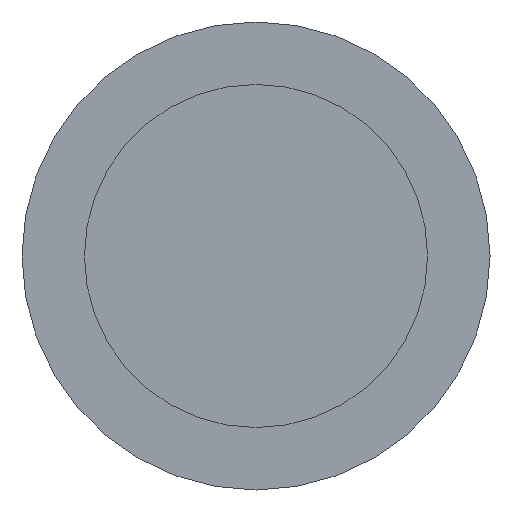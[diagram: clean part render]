
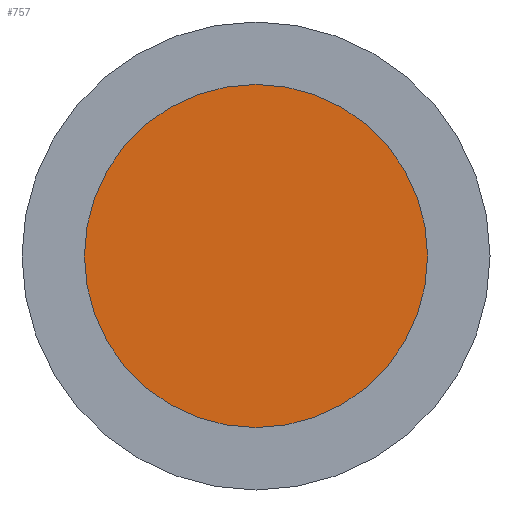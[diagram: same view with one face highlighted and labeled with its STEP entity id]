
A CAD part, front view. The second image highlights one B-rep face of the part: STEP entity #757.
In plain terms, the highlighted planar face has unit normal (0, -1, 0).
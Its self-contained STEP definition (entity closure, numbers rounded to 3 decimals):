
#35 = FACE_OUTER_BOUND ( 'NONE', #78, .T. ) ;
#78 = EDGE_LOOP ( 'NONE', ( #132, #1122 ) ) ;
#132 = ORIENTED_EDGE ( 'NONE', *, *, #207, .F. ) ;
#138 = VERTEX_POINT ( 'NONE', #969 ) ;
#154 = CARTESIAN_POINT ( 'NONE',  ( 0., 135., -30. ) ) ;
#175 = AXIS2_PLACEMENT_3D ( 'NONE', #235, #307, #620 ) ;
#207 = EDGE_CURVE ( 'NONE', #519, #138, #523, .T. ) ;
#235 = CARTESIAN_POINT ( 'NONE',  ( 0., 135., 0. ) ) ;
#307 = DIRECTION ( 'NONE',  ( 0., 1., 0. ) ) ;
#344 = DIRECTION ( 'NONE',  ( 0., 0., 1. ) ) ;
#432 = PLANE ( 'NONE',  #175 ) ;
#466 = EDGE_CURVE ( 'NONE', #138, #519, #1175, .T. ) ;
#519 = VERTEX_POINT ( 'NONE', #154 ) ;
#523 = CIRCLE ( 'NONE', #1180, 30. ) ;
#589 = CARTESIAN_POINT ( 'NONE',  ( 0., 135., 0. ) ) ;
#620 = DIRECTION ( 'NONE',  ( 0., 0., 1. ) ) ;
#757 = ADVANCED_FACE ( 'NONE', ( #35 ), #432, .F. ) ;
#966 = DIRECTION ( 'NONE',  ( 0., 0., 1. ) ) ;
#969 = CARTESIAN_POINT ( 'NONE',  ( 0., 135., 30. ) ) ;
#1023 = CARTESIAN_POINT ( 'NONE',  ( 0., 135., 0. ) ) ;
#1045 = DIRECTION ( 'NONE',  ( 0., 1., 0. ) ) ;
#1122 = ORIENTED_EDGE ( 'NONE', *, *, #466, .F. ) ;
#1125 = DIRECTION ( 'NONE',  ( 0., 1., 0. ) ) ;
#1126 = AXIS2_PLACEMENT_3D ( 'NONE', #1023, #1125, #344 ) ;
#1175 = CIRCLE ( 'NONE', #1126, 30. ) ;
#1180 = AXIS2_PLACEMENT_3D ( 'NONE', #589, #1045, #966 ) ;
